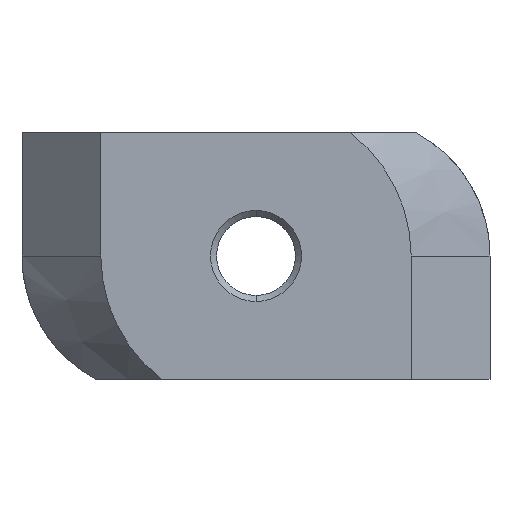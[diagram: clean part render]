
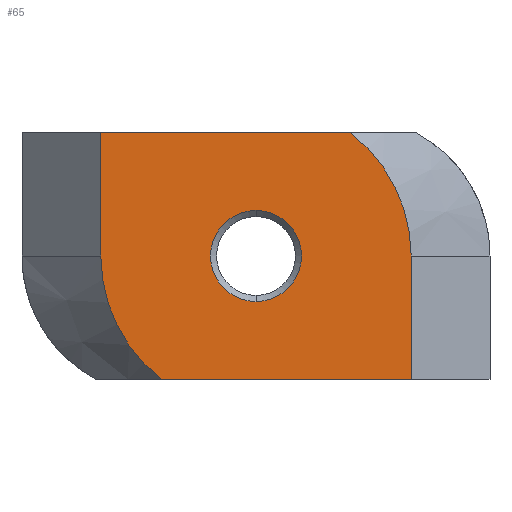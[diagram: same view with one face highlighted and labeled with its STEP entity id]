
A CAD part, front view. The second image highlights one B-rep face of the part: STEP entity #65.
In plain terms, the highlighted planar face has unit normal (0, -1, 0).
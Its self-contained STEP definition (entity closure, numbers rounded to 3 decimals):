
#43 = FACE_OUTER_BOUND ( 'NONE', #930, .T. ) ;
#65 = ADVANCED_FACE ( 'NONE', ( #1055, #43 ), #740, .F. ) ;
#88 = CARTESIAN_POINT ( 'NONE',  ( 6.3, -4.35, 5. ) ) ;
#107 = ORIENTED_EDGE ( 'NONE', *, *, #370, .T. ) ;
#120 = DIRECTION ( 'NONE',  ( 0., 0., 1. ) ) ;
#124 = LINE ( 'NONE', #934, #258 ) ;
#146 = VECTOR ( 'NONE', #1150, 1000. ) ;
#150 = ORIENTED_EDGE ( 'NONE', *, *, #163, .F. ) ;
#153 = VERTEX_POINT ( 'NONE', #869 ) ;
#163 = EDGE_CURVE ( 'NONE', #153, #579, #497, .T. ) ;
#166 = CARTESIAN_POINT ( 'NONE',  ( -6.3, -4.35, 0. ) ) ;
#230 = DIRECTION ( 'NONE',  ( 0., 1., 0. ) ) ;
#234 = CIRCLE ( 'NONE', #1354, 6.3 ) ;
#240 = CARTESIAN_POINT ( 'NONE',  ( -6.3, -4.35, 5. ) ) ;
#242 = LINE ( 'NONE', #240, #1271 ) ;
#258 = VECTOR ( 'NONE', #1516, 1000. ) ;
#274 = AXIS2_PLACEMENT_3D ( 'NONE', #812, #230, #1110 ) ;
#343 = EDGE_CURVE ( 'NONE', #153, #956, #242, .T. ) ;
#350 = VERTEX_POINT ( 'NONE', #722 ) ;
#355 = VERTEX_POINT ( 'NONE', #1106 ) ;
#370 = EDGE_CURVE ( 'NONE', #956, #1526, #1233, .T. ) ;
#425 = DIRECTION ( 'NONE',  ( 0., 0., 1. ) ) ;
#429 = CARTESIAN_POINT ( 'NONE',  ( 0., -4.35, 0. ) ) ;
#441 = VERTEX_POINT ( 'NONE', #1395 ) ;
#497 = LINE ( 'NONE', #1355, #146 ) ;
#553 = DIRECTION ( 'NONE',  ( 0., 1., 0. ) ) ;
#561 = CARTESIAN_POINT ( 'NONE',  ( 0., -4.35, 0. ) ) ;
#573 = AXIS2_PLACEMENT_3D ( 'NONE', #429, #1406, #120 ) ;
#579 = VERTEX_POINT ( 'NONE', #1676 ) ;
#589 = DIRECTION ( 'NONE',  ( 0., 1., 0. ) ) ;
#638 = CIRCLE ( 'NONE', #274, 1.85 ) ;
#722 = CARTESIAN_POINT ( 'NONE',  ( 6.3, -4.35, -5. ) ) ;
#740 = PLANE ( 'NONE',  #1637 ) ;
#749 = DIRECTION ( 'NONE',  ( 0., 0., 1. ) ) ;
#792 = CARTESIAN_POINT ( 'NONE',  ( 0., -4.35, 0. ) ) ;
#812 = CARTESIAN_POINT ( 'NONE',  ( 0., -4.35, 0. ) ) ;
#814 = EDGE_CURVE ( 'NONE', #1526, #350, #124, .T. ) ;
#826 = CARTESIAN_POINT ( 'NONE',  ( 6.3, -4.35, 5. ) ) ;
#831 = VERTEX_POINT ( 'NONE', #1074 ) ;
#869 = CARTESIAN_POINT ( 'NONE',  ( -6.3, -4.35, 5. ) ) ;
#930 = EDGE_LOOP ( 'NONE', ( #979, #107, #1208, #1566, #1510, #150 ) ) ;
#934 = CARTESIAN_POINT ( 'NONE',  ( 6.3, -4.35, -5. ) ) ;
#936 = CIRCLE ( 'NONE', #1667, 1.85 ) ;
#956 = VERTEX_POINT ( 'NONE', #166 ) ;
#977 = ORIENTED_EDGE ( 'NONE', *, *, #1283, .T. ) ;
#979 = ORIENTED_EDGE ( 'NONE', *, *, #343, .T. ) ;
#1050 = EDGE_CURVE ( 'NONE', #441, #350, #1322, .T. ) ;
#1055 = FACE_BOUND ( 'NONE', #1664, .T. ) ;
#1074 = CARTESIAN_POINT ( 'NONE',  ( 0., -4.35, 1.85 ) ) ;
#1106 = CARTESIAN_POINT ( 'NONE',  ( 0., -4.35, -1.85 ) ) ;
#1110 = DIRECTION ( 'NONE',  ( 0., 0., 1. ) ) ;
#1111 = EDGE_CURVE ( 'NONE', #579, #441, #234, .T. ) ;
#1139 = CARTESIAN_POINT ( 'NONE',  ( -3.833, -4.35, -5. ) ) ;
#1150 = DIRECTION ( 'NONE',  ( 1., 0., 0. ) ) ;
#1160 = EDGE_CURVE ( 'NONE', #831, #355, #638, .T. ) ;
#1208 = ORIENTED_EDGE ( 'NONE', *, *, #814, .T. ) ;
#1233 = CIRCLE ( 'NONE', #573, 6.3 ) ;
#1236 = ORIENTED_EDGE ( 'NONE', *, *, #1160, .T. ) ;
#1271 = VECTOR ( 'NONE', #1533, 1000. ) ;
#1283 = EDGE_CURVE ( 'NONE', #355, #831, #936, .T. ) ;
#1322 = LINE ( 'NONE', #826, #1409 ) ;
#1330 = DIRECTION ( 'NONE',  ( 0., 1., 0. ) ) ;
#1354 = AXIS2_PLACEMENT_3D ( 'NONE', #792, #553, #1449 ) ;
#1355 = CARTESIAN_POINT ( 'NONE',  ( 6.3, -4.35, 5. ) ) ;
#1395 = CARTESIAN_POINT ( 'NONE',  ( 6.3, -4.35, 0. ) ) ;
#1406 = DIRECTION ( 'NONE',  ( 0., -1., 0. ) ) ;
#1409 = VECTOR ( 'NONE', #1590, 1000. ) ;
#1449 = DIRECTION ( 'NONE',  ( 0., 0., 1. ) ) ;
#1510 = ORIENTED_EDGE ( 'NONE', *, *, #1111, .F. ) ;
#1516 = DIRECTION ( 'NONE',  ( 1., 0., 0. ) ) ;
#1526 = VERTEX_POINT ( 'NONE', #1139 ) ;
#1533 = DIRECTION ( 'NONE',  ( 0., 0., -1. ) ) ;
#1566 = ORIENTED_EDGE ( 'NONE', *, *, #1050, .F. ) ;
#1590 = DIRECTION ( 'NONE',  ( 0., 0., -1. ) ) ;
#1637 = AXIS2_PLACEMENT_3D ( 'NONE', #88, #589, #749 ) ;
#1664 = EDGE_LOOP ( 'NONE', ( #977, #1236 ) ) ;
#1667 = AXIS2_PLACEMENT_3D ( 'NONE', #561, #1330, #425 ) ;
#1676 = CARTESIAN_POINT ( 'NONE',  ( 3.833, -4.35, 5. ) ) ;
